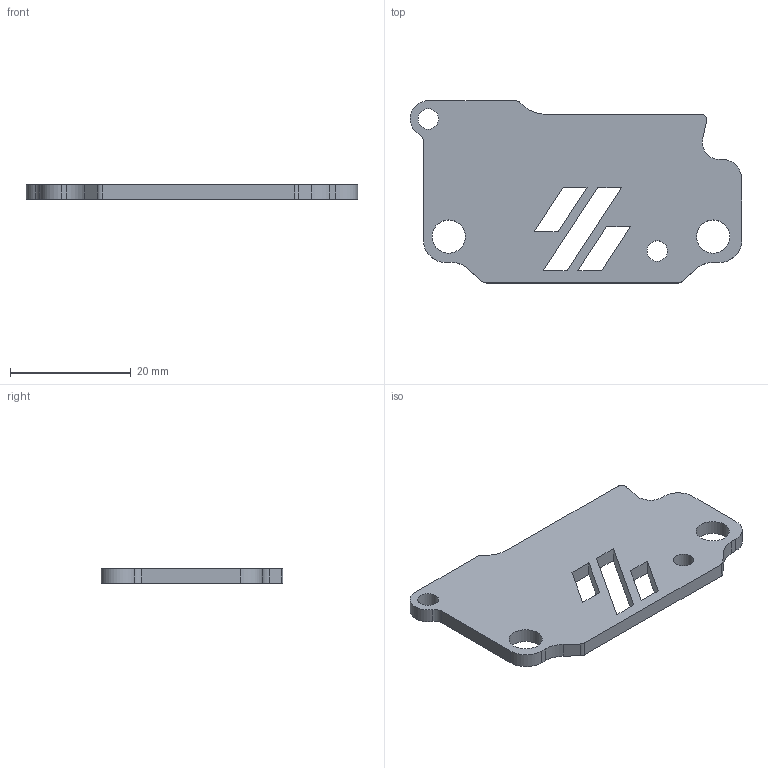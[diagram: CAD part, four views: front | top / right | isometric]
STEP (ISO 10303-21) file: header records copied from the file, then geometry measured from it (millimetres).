
FILE_DESCRIPTION(/* description */ (''),/* implementation_level */ '2;1');
FILE_NAME(/* name */ 'OB2_Spacer.step',/* time_stamp */ '2024-09-14T14:16:33-06:00',/* author */ (''),/* organization */ (''),/* preprocessor_version */ 'ST-DEVELOPER v20',/* originating_system */ 'Autodesk Translation Framework v13.14.0.145',/* authorisation */ '');
FILE_SCHEMA (('AUTOMOTIVE_DESIGN { 1 0 10303 214 3 1 1 }'));
Length unit declared in the file: millimetre
Products named in the file (1): OB2_Spacer
Bounding box: 54.93 x 30.16 x 2.39 mm (x, y, z)
Volume: 2950.7 mm3; surface area: 3195.5 mm2
Topology: 1 solids, 1 shells, 42 faces, 120 edges, 80 vertices
Faces by surface type: plane 25, cylinder 17
Full cylindrical faces by diameter (mm): 3.4 x2, 5.5 x2
Entity records: 1446 total; most frequent: CARTESIAN_POINT 243, ORIENTED_EDGE 240, DIRECTION 240, EDGE_CURVE 120, LINE 86, VECTOR 86, VERTEX_POINT 80, AXIS2_PLACEMENT_3D 77
